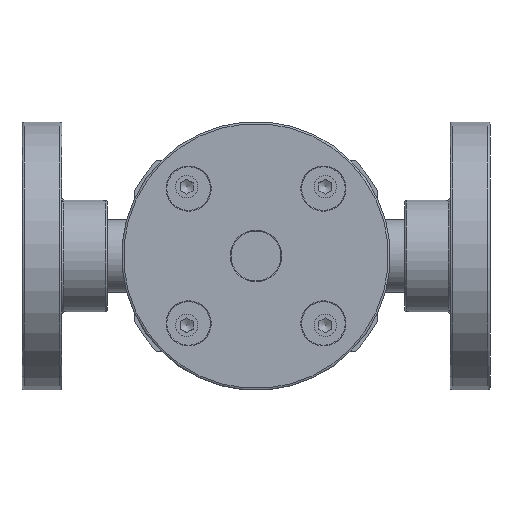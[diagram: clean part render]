
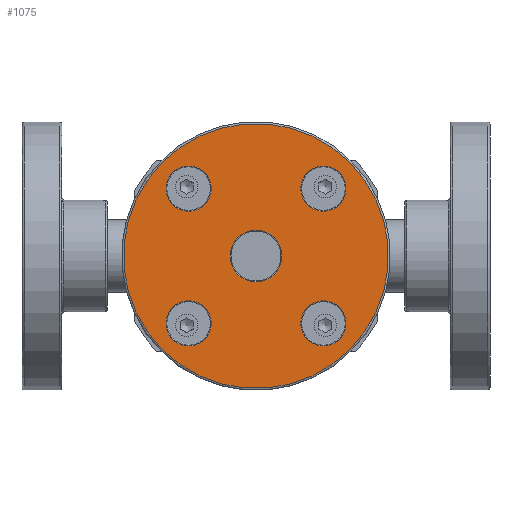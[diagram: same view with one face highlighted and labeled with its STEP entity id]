
A CAD part, front view. The second image highlights one B-rep face of the part: STEP entity #1075.
In plain terms, the highlighted planar face has unit normal (0, -1, 0).
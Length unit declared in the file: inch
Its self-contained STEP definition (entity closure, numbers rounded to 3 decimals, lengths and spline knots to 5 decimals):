
#969=CARTESIAN_POINT('',(-1.35057,-1.63,-1.35057));
#970=VERTEX_POINT('',#969);
#971=CARTESIAN_POINT('',(0.,-1.63,0.));
#972=DIRECTION('',(0.,1.0,0.));
#973=DIRECTION('',(0.707,0.,0.707));
#974=AXIS2_PLACEMENT_3D('',#971,#972,#973);
#975=CIRCLE('',#974,1.91);
#976=EDGE_CURVE('',#970,#970,#975,.T.);
#1012=CARTESIAN_POINT('',(-0.81353,-1.63,-0.81353));
#1013=DIRECTION('',(0.0,-1.0,0.0));
#1014=DIRECTION('',(-0.707,0.0,0.707));
#1015=AXIS2_PLACEMENT_3D('',#1012,#1013,#1014);
#1016=PLANE('',#1015);
#1017=ORIENTED_EDGE('',*,*,#976,.F.);
#1018=EDGE_LOOP('',(#1017));
#1019=FACE_OUTER_BOUND('',#1018,.T.);
#1020=CARTESIAN_POINT('',(0.74246,-1.63,1.20208));
#1021=VERTEX_POINT('',#1020);
#1022=CARTESIAN_POINT('',(0.97227,-1.63,0.97227));
#1023=DIRECTION('',(0.,-1.0,0.));
#1024=DIRECTION('',(0.707,0.,-0.707));
#1025=AXIS2_PLACEMENT_3D('',#1022,#1023,#1024);
#1026=CIRCLE('',#1025,0.325);
#1027=EDGE_CURVE('',#1021,#1021,#1026,.T.);
#1028=ORIENTED_EDGE('',*,*,#1027,.F.);
#1029=EDGE_LOOP('',(#1028));
#1030=FACE_BOUND('',#1029,.T.);
#1031=CARTESIAN_POINT('',(1.20208,-1.63,-0.74246));
#1032=VERTEX_POINT('',#1031);
#1033=CARTESIAN_POINT('',(0.97227,-1.63,-0.97227));
#1034=DIRECTION('',(0.,-1.0,0.));
#1035=DIRECTION('',(-0.707,0.,-0.707));
#1036=AXIS2_PLACEMENT_3D('',#1033,#1034,#1035);
#1037=CIRCLE('',#1036,0.325);
#1038=EDGE_CURVE('',#1032,#1032,#1037,.T.);
#1039=ORIENTED_EDGE('',*,*,#1038,.F.);
#1040=EDGE_LOOP('',(#1039));
#1041=FACE_BOUND('',#1040,.T.);
#1042=CARTESIAN_POINT('',(-0.74246,-1.63,-1.20208));
#1043=VERTEX_POINT('',#1042);
#1044=CARTESIAN_POINT('',(-0.97227,-1.63,-0.97227));
#1045=DIRECTION('',(0.,-1.0,0.));
#1046=DIRECTION('',(-0.707,0.,0.707));
#1047=AXIS2_PLACEMENT_3D('',#1044,#1045,#1046);
#1048=CIRCLE('',#1047,0.325);
#1049=EDGE_CURVE('',#1043,#1043,#1048,.T.);
#1050=ORIENTED_EDGE('',*,*,#1049,.F.);
#1051=EDGE_LOOP('',(#1050));
#1052=FACE_BOUND('',#1051,.T.);
#1053=CARTESIAN_POINT('',(-0.26234,-1.63,-0.26234));
#1054=VERTEX_POINT('',#1053);
#1055=CARTESIAN_POINT('',(0.,-1.63,0.));
#1056=DIRECTION('',(0.,-1.0,0.));
#1057=DIRECTION('',(0.707,0.,0.707));
#1058=AXIS2_PLACEMENT_3D('',#1055,#1056,#1057);
#1059=CIRCLE('',#1058,0.371);
#1060=EDGE_CURVE('',#1054,#1054,#1059,.T.);
#1061=ORIENTED_EDGE('',*,*,#1060,.F.);
#1062=EDGE_LOOP('',(#1061));
#1063=FACE_BOUND('',#1062,.T.);
#1064=CARTESIAN_POINT('',(-1.20208,-1.63,0.74246));
#1065=VERTEX_POINT('',#1064);
#1066=CARTESIAN_POINT('',(-0.97227,-1.63,0.97227));
#1067=DIRECTION('',(0.,-1.0,0.));
#1068=DIRECTION('',(0.707,0.,0.707));
#1069=AXIS2_PLACEMENT_3D('',#1066,#1067,#1068);
#1070=CIRCLE('',#1069,0.325);
#1071=EDGE_CURVE('',#1065,#1065,#1070,.T.);
#1072=ORIENTED_EDGE('',*,*,#1071,.F.);
#1073=EDGE_LOOP('',(#1072));
#1074=FACE_BOUND('',#1073,.T.);
#1075=ADVANCED_FACE('',(#1019,#1030,#1041,#1052,#1063,#1074),#1016,.T.);
